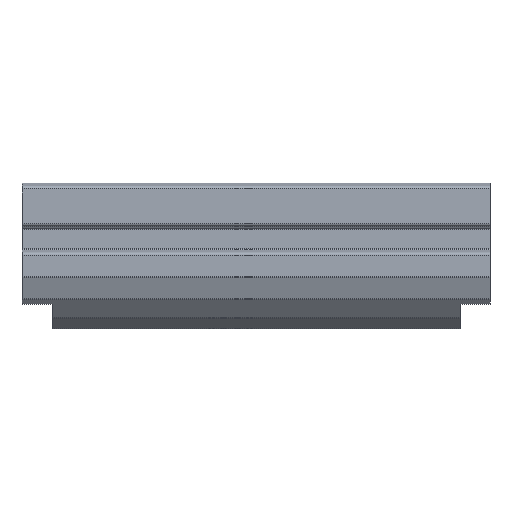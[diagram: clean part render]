
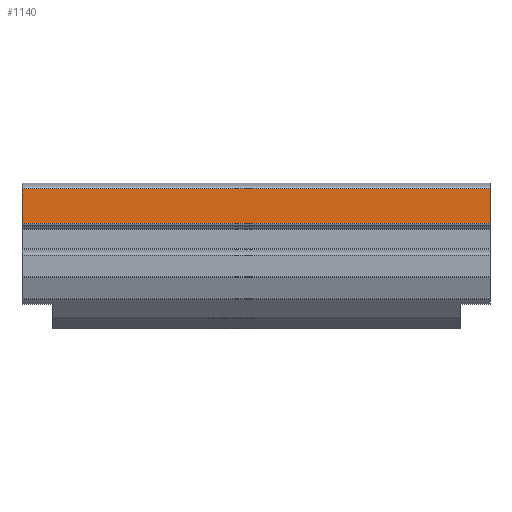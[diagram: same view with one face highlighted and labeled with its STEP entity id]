
A CAD part, top view. The second image highlights one B-rep face of the part: STEP entity #1140.
In plain terms, the highlighted planar face has unit normal (0, 0, 1).
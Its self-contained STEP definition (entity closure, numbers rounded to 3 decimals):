
#221=DIRECTION('',(1.,0.,0.));
#222=VECTOR('',#221,390.);
#223=CARTESIAN_POINT('',(-145.,-1.918,0.));
#224=LINE('',#223,#222);
#229=DIRECTION('',(0.,1.,0.));
#230=VECTOR('',#229,28.465);
#231=CARTESIAN_POINT('',(245.,-30.384,0.));
#232=LINE('',#231,#230);
#237=DIRECTION('',(-1.,0.,0.));
#238=VECTOR('',#237,390.);
#239=CARTESIAN_POINT('',(245.,-30.384,0.));
#240=LINE('',#239,#238);
#377=DIRECTION('',(0.,1.,0.));
#378=VECTOR('',#377,28.465);
#379=CARTESIAN_POINT('',(-145.,-30.384,0.));
#380=LINE('',#379,#378);
#653=CARTESIAN_POINT('',(-145.,-30.384,0.));
#654=CARTESIAN_POINT('',(-145.,-1.918,0.));
#655=VERTEX_POINT('',#653);
#656=VERTEX_POINT('',#654);
#729=CARTESIAN_POINT('',(245.,-30.384,0.));
#730=CARTESIAN_POINT('',(245.,-1.918,0.));
#731=VERTEX_POINT('',#729);
#732=VERTEX_POINT('',#730);
#1127=CARTESIAN_POINT('',(-145.,0.,0.));
#1128=DIRECTION('',(0.,0.,1.));
#1129=DIRECTION('',(1.,0.,0.));
#1130=AXIS2_PLACEMENT_3D('',#1127,#1128,#1129);
#1131=PLANE('',#1130);
#1132=ORIENTED_EDGE('',*,*,#899,.F.);
#1134=ORIENTED_EDGE('',*,*,#1133,.T.);
#1136=ORIENTED_EDGE('',*,*,#1135,.T.);
#1137=ORIENTED_EDGE('',*,*,#1119,.T.);
#1138=EDGE_LOOP('',(#1132,#1134,#1136,#1137));
#1139=FACE_OUTER_BOUND('',#1138,.F.);
#1140=ADVANCED_FACE('',(#1139),#1131,.T.);
#899=EDGE_CURVE('',#731,#732,#232,.T.);
#1119=EDGE_CURVE('',#656,#732,#224,.T.);
#1133=EDGE_CURVE('',#731,#655,#240,.T.);
#1135=EDGE_CURVE('',#655,#656,#380,.T.);
